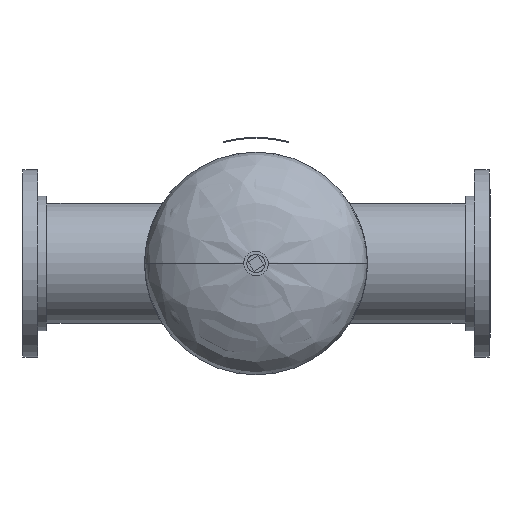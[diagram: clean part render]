
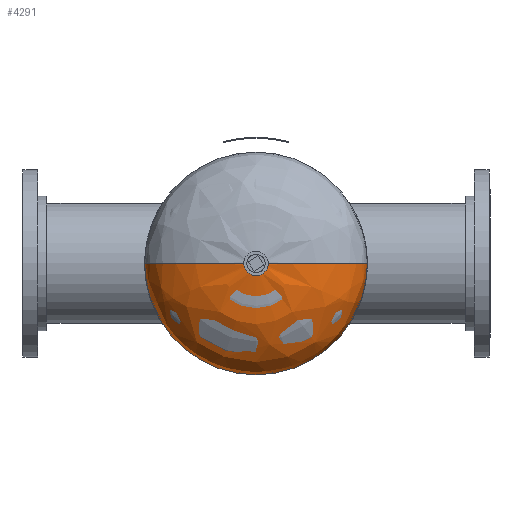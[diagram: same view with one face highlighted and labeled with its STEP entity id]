
A CAD part, front view. The second image highlights one B-rep face of the part: STEP entity #4291.
In plain terms, the highlighted free-form (B-spline) face has degree [3, 3] with [4, 4] control points.
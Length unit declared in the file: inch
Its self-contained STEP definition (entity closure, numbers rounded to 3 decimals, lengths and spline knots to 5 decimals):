
#78 = CIRCLE ( 'NONE', #1032, 8. ) ;
#102 = CARTESIAN_POINT ( 'NONE',  ( -5.07546, 4.33799, 0. ) ) ;
#282 = CARTESIAN_POINT ( 'NONE',  ( 0.75, 4.54417, 0. ) ) ;
#345 = ORIENTED_EDGE ( 'NONE', *, *, #4977, .T. ) ;
#502 = CARTESIAN_POINT ( 'NONE',  ( 0., 4.54417, 0. ) ) ;
#703 = CARTESIAN_POINT ( 'NONE',  ( 0., 4.54417, -0.75 ) ) ;
#856 =( BOUNDED_CURVE ( )  B_SPLINE_CURVE ( 3, ( #282, #9504, #2609, #5660 ),
 .UNSPECIFIED., .F., .T. ) 
 B_SPLINE_CURVE_WITH_KNOTS ( ( 4, 4 ),
 ( 1.66468, 3.14159 ),
 .UNSPECIFIED. ) 
 CURVE ( )  GEOMETRIC_REPRESENTATION_ITEM ( )  RATIONAL_B_SPLINE_CURVE ( ( 1., 0.826, 0.826, 1. ) ) 
 REPRESENTATION_ITEM ( '' )  );
#1032 = AXIS2_PLACEMENT_3D ( 'NONE', #2596, #4862, #2403 ) ;
#1208 = DIRECTION ( 'NONE',  ( 0., -1., 0. ) ) ;
#1568 = AXIS2_PLACEMENT_3D ( 'NONE', #502, #1208, #7453 ) ;
#1736 = CARTESIAN_POINT ( 'NONE',  ( 5.07546, 4.33799, -10.15091 ) ) ;
#1776 = EDGE_CURVE ( 'NONE', #8649, #3214, #78, .T. ) ;
#1786 = CARTESIAN_POINT ( 'NONE',  ( -0.75, 4.54417, -1.5 ) ) ;
#2116 = CARTESIAN_POINT ( 'NONE',  ( -0.75, 4.54417, 0. ) ) ;
#2237 =( BOUNDED_SURFACE ( )  B_SPLINE_SURFACE ( 3, 3, ( 
 ( #7217, #1786, #4055, #3394 ),
 ( #9530, #2635, #1736, #5691 ),
 ( #4857, #9379, #8022, #4009 ),
 ( #2494, #8629, #7919, #4808 ) ),
 .UNSPECIFIED., .F., .F., .T. ) 
 B_SPLINE_SURFACE_WITH_KNOTS ( ( 4, 4 ),
 ( 4, 4 ),
 ( 0., 1. ),
 ( 0., 1. ),
 .UNSPECIFIED. ) 
 GEOMETRIC_REPRESENTATION_ITEM ( )  RATIONAL_B_SPLINE_SURFACE ( (
 ( 1., 0.333, 0.333, 1.),
 ( 0.826, 0.275, 0.275, 0.826),
 ( 0.826, 0.275, 0.275, 0.826),
 ( 1., 0.333, 0.333, 1.) ) ) 
 REPRESENTATION_ITEM ( '' )  SURFACE ( )  );
#2403 = DIRECTION ( 'NONE',  ( 0., 0., -1. ) ) ;
#2494 = CARTESIAN_POINT ( 'NONE',  ( -8., 0.5125, 0. ) ) ;
#2556 = DIRECTION ( 'NONE',  ( 0., -1., 0. ) ) ;
#2596 = CARTESIAN_POINT ( 'NONE',  ( 0., 0.5125, 0. ) ) ;
#2609 = CARTESIAN_POINT ( 'NONE',  ( 8., 2.71168, 0. ) ) ;
#2635 = CARTESIAN_POINT ( 'NONE',  ( -5.07546, 4.33799, -10.15091 ) ) ;
#2907 = CARTESIAN_POINT ( 'NONE',  ( 8., 0.5125, 0. ) ) ;
#2936 = EDGE_CURVE ( 'NONE', #3214, #9278, #5390, .T. ) ;
#3078 = VERTEX_POINT ( 'NONE', #2116 ) ;
#3214 = VERTEX_POINT ( 'NONE', #7783 ) ;
#3295 = FACE_OUTER_BOUND ( 'NONE', #3407, .T. ) ;
#3394 = CARTESIAN_POINT ( 'NONE',  ( 0.75, 4.54417, 0. ) ) ;
#3407 = EDGE_LOOP ( 'NONE', ( #8815, #345, #8528, #5223, #8903, #9945 ) ) ;
#3429 = EDGE_CURVE ( 'NONE', #8074, #9059, #8943, .T. ) ;
#4009 = CARTESIAN_POINT ( 'NONE',  ( 8., 2.71168, 0. ) ) ;
#4055 = CARTESIAN_POINT ( 'NONE',  ( 0.75, 4.54417, -1.5 ) ) ;
#4291 = ADVANCED_FACE ( 'NONE', ( #3295 ), #2237, .F. ) ;
#4742 = CARTESIAN_POINT ( 'NONE',  ( -8., 0.5125, 0. ) ) ;
#4808 = CARTESIAN_POINT ( 'NONE',  ( 8., 0.5125, 0. ) ) ;
#4857 = CARTESIAN_POINT ( 'NONE',  ( -8., 2.71168, 0. ) ) ;
#4862 = DIRECTION ( 'NONE',  ( 0., -1., 0. ) ) ;
#4977 = EDGE_CURVE ( 'NONE', #3078, #8074, #5889, .T. ) ;
#5223 = ORIENTED_EDGE ( 'NONE', *, *, #9156, .T. ) ;
#5235 = AXIS2_PLACEMENT_3D ( 'NONE', #9940, #5246, #9071 ) ;
#5246 = DIRECTION ( 'NONE',  ( 0., -1., 0. ) ) ;
#5390 = CIRCLE ( 'NONE', #5235, 8. ) ;
#5393 = CARTESIAN_POINT ( 'NONE',  ( -8., 2.71168, 0. ) ) ;
#5660 = CARTESIAN_POINT ( 'NONE',  ( 8., 0.5125, 0. ) ) ;
#5691 = CARTESIAN_POINT ( 'NONE',  ( 5.07546, 4.33799, 0. ) ) ;
#5889 = CIRCLE ( 'NONE', #1568, 0.75 ) ;
#7189 = CARTESIAN_POINT ( 'NONE',  ( 0.75, 4.54417, 0. ) ) ;
#7217 = CARTESIAN_POINT ( 'NONE',  ( -0.75, 4.54417, 0. ) ) ;
#7453 = DIRECTION ( 'NONE',  ( 0., 0., -1. ) ) ;
#7550 = EDGE_CURVE ( 'NONE', #3078, #8649, #9489, .T. ) ;
#7659 = AXIS2_PLACEMENT_3D ( 'NONE', #9446, #2556, #7886 ) ;
#7783 = CARTESIAN_POINT ( 'NONE',  ( 0., 0.5125, -8. ) ) ;
#7860 = CARTESIAN_POINT ( 'NONE',  ( -0.75, 4.54417, 0. ) ) ;
#7886 = DIRECTION ( 'NONE',  ( 0., 0., -1. ) ) ;
#7919 = CARTESIAN_POINT ( 'NONE',  ( 8., 0.5125, -16. ) ) ;
#8022 = CARTESIAN_POINT ( 'NONE',  ( 8., 2.71168, -16. ) ) ;
#8074 = VERTEX_POINT ( 'NONE', #703 ) ;
#8528 = ORIENTED_EDGE ( 'NONE', *, *, #3429, .T. ) ;
#8629 = CARTESIAN_POINT ( 'NONE',  ( -8., 0.5125, -16. ) ) ;
#8649 = VERTEX_POINT ( 'NONE', #9305 ) ;
#8815 = ORIENTED_EDGE ( 'NONE', *, *, #7550, .F. ) ;
#8903 = ORIENTED_EDGE ( 'NONE', *, *, #2936, .F. ) ;
#8943 = CIRCLE ( 'NONE', #7659, 0.75 ) ;
#9059 = VERTEX_POINT ( 'NONE', #7189 ) ;
#9071 = DIRECTION ( 'NONE',  ( 0., 0., -1. ) ) ;
#9156 = EDGE_CURVE ( 'NONE', #9059, #9278, #856, .T. ) ;
#9278 = VERTEX_POINT ( 'NONE', #2907 ) ;
#9305 = CARTESIAN_POINT ( 'NONE',  ( -8., 0.5125, 0. ) ) ;
#9379 = CARTESIAN_POINT ( 'NONE',  ( -8., 2.71168, -16. ) ) ;
#9446 = CARTESIAN_POINT ( 'NONE',  ( 0., 4.54417, 0. ) ) ;
#9489 =( BOUNDED_CURVE ( )  B_SPLINE_CURVE ( 3, ( #7860, #102, #5393, #4742 ),
 .UNSPECIFIED., .F., .T. ) 
 B_SPLINE_CURVE_WITH_KNOTS ( ( 4, 4 ),
 ( 1.66468, 3.14159 ),
 .UNSPECIFIED. ) 
 CURVE ( )  GEOMETRIC_REPRESENTATION_ITEM ( )  RATIONAL_B_SPLINE_CURVE ( ( 1., 0.826, 0.826, 1. ) ) 
 REPRESENTATION_ITEM ( '' )  );
#9504 = CARTESIAN_POINT ( 'NONE',  ( 5.07546, 4.33799, 0. ) ) ;
#9530 = CARTESIAN_POINT ( 'NONE',  ( -5.07546, 4.33799, 0. ) ) ;
#9940 = CARTESIAN_POINT ( 'NONE',  ( 0., 0.5125, 0. ) ) ;
#9945 = ORIENTED_EDGE ( 'NONE', *, *, #1776, .F. ) ;
